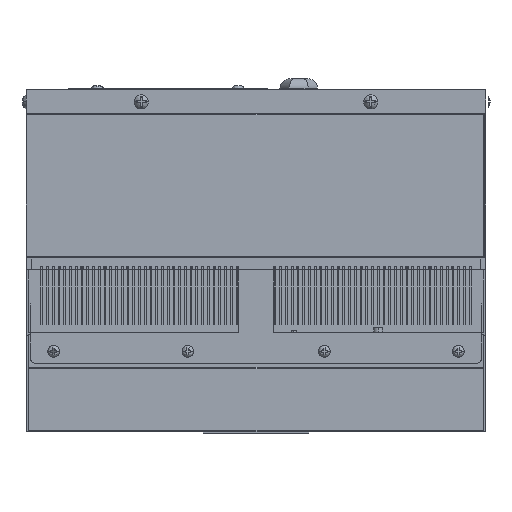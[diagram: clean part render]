
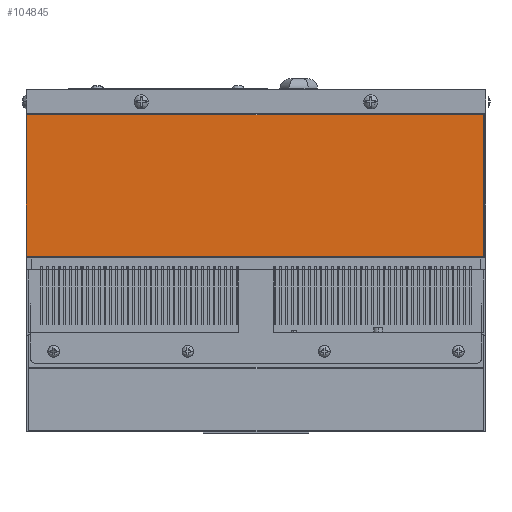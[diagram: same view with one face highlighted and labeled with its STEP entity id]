
A CAD part, front view. The second image highlights one B-rep face of the part: STEP entity #104845.
In plain terms, the highlighted planar face has unit normal (0, -1, 0).
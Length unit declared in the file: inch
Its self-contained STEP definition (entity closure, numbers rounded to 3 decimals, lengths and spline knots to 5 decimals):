
#196 = AXIS2_PLACEMENT_3D ( 'NONE', #99372, #119415, #58740 ) ;
#1484 = CARTESIAN_POINT ( 'NONE',  ( 287.14009, -2.51995, 1.91162 ) ) ;
#2086 = CARTESIAN_POINT ( 'NONE',  ( 299.09567, -2.51995, 3.73497 ) ) ;
#3030 = LINE ( 'NONE', #48833, #26970 ) ;
#5192 = CARTESIAN_POINT ( 'NONE',  ( 299.06009, -2.51995, 3.73497 ) ) ;
#9293 = DIRECTION ( 'NONE',  ( 1., 0., 0. ) ) ;
#9475 = FACE_OUTER_BOUND ( 'NONE', #42360, .T. ) ;
#12061 = LINE ( 'NONE', #91017, #87150 ) ;
#12961 = VERTEX_POINT ( 'NONE', #44052 ) ;
#13227 = ORIENTED_EDGE ( 'NONE', *, *, #16257, .F. ) ;
#13869 = DIRECTION ( 'NONE',  ( 1., 0., 0. ) ) ;
#16257 = EDGE_CURVE ( 'NONE', #12961, #47733, #94828, .T. ) ;
#16415 = ORIENTED_EDGE ( 'NONE', *, *, #20753, .F. ) ;
#17247 = EDGE_CURVE ( 'NONE', #36234, #12961, #86584, .T. ) ;
#19615 = VERTEX_POINT ( 'NONE', #2086 ) ;
#20753 = EDGE_CURVE ( 'NONE', #47733, #24553, #92268, .T. ) ;
#22116 = EDGE_CURVE ( 'NONE', #24553, #19615, #99911, .T. ) ;
#23270 = EDGE_CURVE ( 'NONE', #36234, #97952, #12061, .T. ) ;
#24553 = VERTEX_POINT ( 'NONE', #5192 ) ;
#24596 = EDGE_CURVE ( 'NONE', #19615, #97952, #3030, .T. ) ;
#26970 = VECTOR ( 'NONE', #38454, 39.37008 ) ;
#32223 = DIRECTION ( 'NONE',  ( 0., 0., 1. ) ) ;
#36234 = VERTEX_POINT ( 'NONE', #94885 ) ;
#38454 = DIRECTION ( 'NONE',  ( 0., 0., -1. ) ) ;
#42360 = EDGE_LOOP ( 'NONE', ( #47505, #16415, #13227, #112468, #90140, #71514 ) ) ;
#43510 = DIRECTION ( 'NONE',  ( 1., 0., 0. ) ) ;
#44052 = CARTESIAN_POINT ( 'NONE',  ( 287.14009, -2.51995, 3.73497 ) ) ;
#44826 = CARTESIAN_POINT ( 'NONE',  ( 299.07167, -2.51995, 3.73497 ) ) ;
#47505 = ORIENTED_EDGE ( 'NONE', *, *, #22116, .F. ) ;
#47733 = VERTEX_POINT ( 'NONE', #75904 ) ;
#48369 = PLANE ( 'NONE',  #196 ) ;
#48833 = CARTESIAN_POINT ( 'NONE',  ( 299.09567, -2.51995, 1.91162 ) ) ;
#52985 = VECTOR ( 'NONE', #32223, 39.37008 ) ;
#58740 = DIRECTION ( 'NONE',  ( 0., 0., 1. ) ) ;
#65118 = VECTOR ( 'NONE', #13869, 39.37008 ) ;
#67644 = VECTOR ( 'NONE', #43510, 39.37008 ) ;
#71514 = ORIENTED_EDGE ( 'NONE', *, *, #24596, .F. ) ;
#75904 = CARTESIAN_POINT ( 'NONE',  ( 287.23609, -2.51995, 3.73497 ) ) ;
#86584 = LINE ( 'NONE', #1484, #52985 ) ;
#87150 = VECTOR ( 'NONE', #9293, 39.37008 ) ;
#90140 = ORIENTED_EDGE ( 'NONE', *, *, #23270, .T. ) ;
#91017 = CARTESIAN_POINT ( 'NONE',  ( 299.13209, -2.51995, 0.04027 ) ) ;
#92268 = LINE ( 'NONE', #95630, #65118 ) ;
#94590 = CARTESIAN_POINT ( 'NONE',  ( 299.07167, -2.51995, 3.73497 ) ) ;
#94828 = LINE ( 'NONE', #94590, #67644 ) ;
#94885 = CARTESIAN_POINT ( 'NONE',  ( 287.14009, -2.51995, 0.04027 ) ) ;
#95630 = CARTESIAN_POINT ( 'NONE',  ( 299.07167, -2.51995, 3.73497 ) ) ;
#97952 = VERTEX_POINT ( 'NONE', #129560 ) ;
#99372 = CARTESIAN_POINT ( 'NONE',  ( 299.07167, -2.51995, 1.91162 ) ) ;
#99911 = LINE ( 'NONE', #44826, #103010 ) ;
#103010 = VECTOR ( 'NONE', #125842, 39.37008 ) ;
#104845 = ADVANCED_FACE ( 'NONE', ( #9475 ), #48369, .F. ) ;
#112468 = ORIENTED_EDGE ( 'NONE', *, *, #17247, .F. ) ;
#119415 = DIRECTION ( 'NONE',  ( 0., 1., 0. ) ) ;
#125842 = DIRECTION ( 'NONE',  ( 1., 0., 0. ) ) ;
#129560 = CARTESIAN_POINT ( 'NONE',  ( 299.09567, -2.51995, 0.04027 ) ) ;
